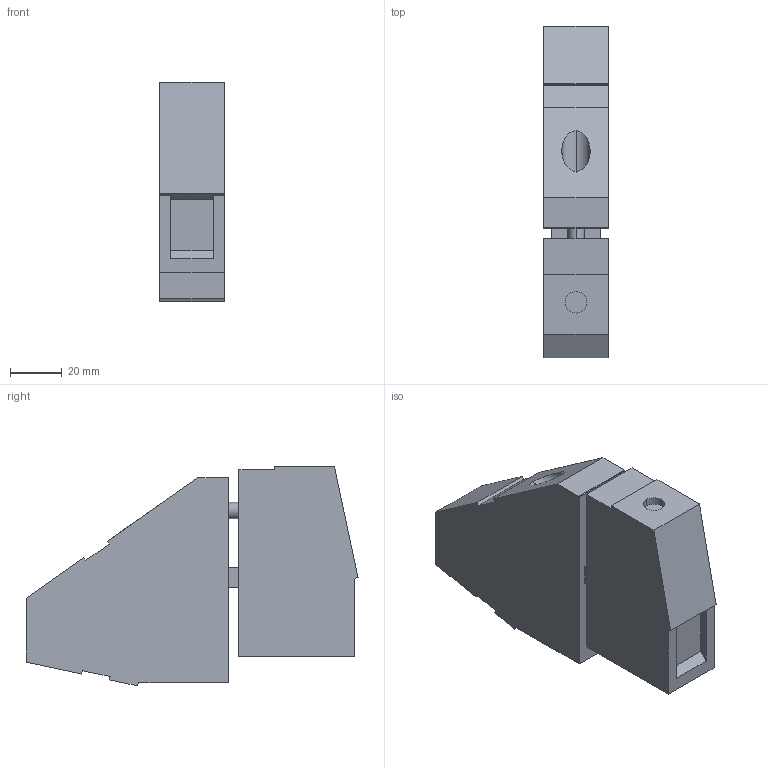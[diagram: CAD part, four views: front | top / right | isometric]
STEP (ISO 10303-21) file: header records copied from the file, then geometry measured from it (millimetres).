
FILE_DESCRIPTION(('Creo Elements/Direct Modeling STEP Export'),'2;1');
FILE_NAME('model.stp','2020-11-12T15:41:00',(''),(''),'Creo Elements/Direct Modeling STEP processor for AP214 (Solid Model)','Creo Elements/Direct Modeling 20.1A 29-Sep-2018 (C) Parametric Technology GmbH','');
FILE_SCHEMA(('AUTOMOTIVE_DESIGN { 1 0 10303 214 1 1 1 1 }'));
Length unit declared in the file: millimetre
Products named in the file (2): 0714105_hdfkv95-z-select
Assembly tree (1 placements, depth 2):
  0714105_hdfkv95-z-select
    0714105_hdfkv95-z-select
Bounding box: 25 x 128.78 x 85.17 mm (x, y, z)
Volume: 188334.3 mm3; surface area: 29242.8 mm2
Topology: 1 solids, 1 shells, 51 faces, 133 edges, 89 vertices
Faces by surface type: plane 42, cylinder 9
Entity records: 1550 total; most frequent: ORIENTED_EDGE 266, CARTESIAN_POINT 264, DIRECTION 238, EDGE_CURVE 133, VECTOR 112, LINE 112, VERTEX_POINT 89, AXIS2_PLACEMENT_3D 63
